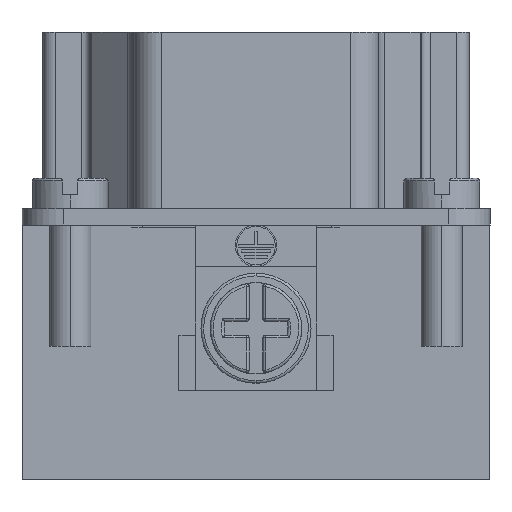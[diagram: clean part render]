
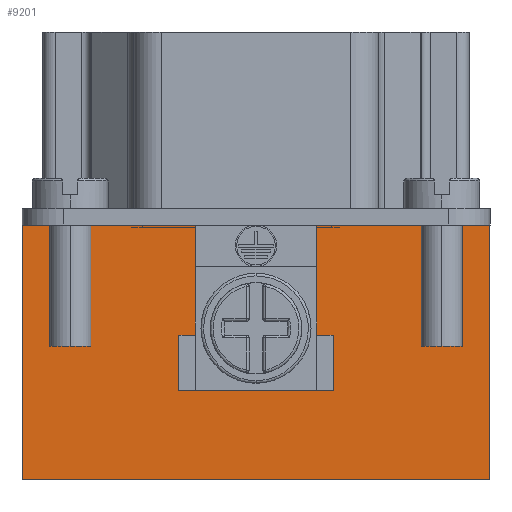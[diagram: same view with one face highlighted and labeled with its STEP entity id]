
A CAD part, left-side view. The second image highlights one B-rep face of the part: STEP entity #9201.
In plain terms, the highlighted planar face has unit normal (-1, 0, 0).
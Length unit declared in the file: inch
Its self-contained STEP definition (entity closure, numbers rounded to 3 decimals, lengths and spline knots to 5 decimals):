
#102 = DIRECTION ( 'NONE',  ( 0., 0., -1. ) ) ;
#108 = CARTESIAN_POINT ( 'NONE',  ( -0.62992, -0.66929, -1.27953 ) ) ;
#133 = CARTESIAN_POINT ( 'NONE',  ( -0.62992, 0.66929, -0.55118 ) ) ;
#384 = LINE ( 'NONE', #597, #5899 ) ;
#597 = CARTESIAN_POINT ( 'NONE',  ( -0.62992, 0.66929, -1.02362 ) ) ;
#659 = EDGE_CURVE ( 'NONE', #14705, #2546, #4795, .T. ) ;
#719 = EDGE_CURVE ( 'NONE', #16965, #10148, #15973, .T. ) ;
#817 = CARTESIAN_POINT ( 'NONE',  ( -0.62992, 0.17323, -0.55118 ) ) ;
#1125 = LINE ( 'NONE', #817, #17559 ) ;
#1188 = VECTOR ( 'NONE', #4735, 39.37008 ) ;
#1317 = LINE ( 'NONE', #15521, #4075 ) ;
#1377 = ORIENTED_EDGE ( 'NONE', *, *, #719, .T. ) ;
#1666 = DIRECTION ( 'NONE',  ( 0., -1., 0. ) ) ;
#2102 = ORIENTED_EDGE ( 'NONE', *, *, #14872, .F. ) ;
#2521 = VECTOR ( 'NONE', #6199, 39.37008 ) ;
#2546 = VERTEX_POINT ( 'NONE', #5015 ) ;
#3039 = ORIENTED_EDGE ( 'NONE', *, *, #659, .F. ) ;
#3114 = DIRECTION ( 'NONE',  ( 0., 0., 1. ) ) ;
#3426 = CARTESIAN_POINT ( 'NONE',  ( -0.62992, 0.66929, -0.55118 ) ) ;
#3567 = DIRECTION ( 'NONE',  ( 0., -1., 0. ) ) ;
#3728 = DIRECTION ( 'NONE',  ( 0., 1., 0. ) ) ;
#3788 = CARTESIAN_POINT ( 'NONE',  ( -0.62992, -0.17323, -0.55118 ) ) ;
#3982 = VECTOR ( 'NONE', #11163, 39.37008 ) ;
#3996 = ORIENTED_EDGE ( 'NONE', *, *, #18782, .F. ) ;
#4037 = LINE ( 'NONE', #11779, #17845 ) ;
#4064 = VERTEX_POINT ( 'NONE', #5569 ) ;
#4075 = VECTOR ( 'NONE', #15733, 39.37008 ) ;
#4100 = VERTEX_POINT ( 'NONE', #11097 ) ;
#4219 = EDGE_CURVE ( 'NONE', #10255, #7950, #13188, .T. ) ;
#4540 = VERTEX_POINT ( 'NONE', #6763 ) ;
#4735 = DIRECTION ( 'NONE',  ( 0., 0., -1. ) ) ;
#4795 = LINE ( 'NONE', #12632, #16020 ) ;
#4802 = AXIS2_PLACEMENT_3D ( 'NONE', #3426, #11481, #102 ) ;
#4829 = EDGE_CURVE ( 'NONE', #4100, #4540, #1317, .T. ) ;
#5015 = CARTESIAN_POINT ( 'NONE',  ( -0.62992, 0.66929, -0.55118 ) ) ;
#5569 = CARTESIAN_POINT ( 'NONE',  ( -0.62992, -0.22047, -1.02362 ) ) ;
#5899 = VECTOR ( 'NONE', #13244, 39.37008 ) ;
#6158 = CARTESIAN_POINT ( 'NONE',  ( -0.62992, -0.17323, -0.86614 ) ) ;
#6199 = DIRECTION ( 'NONE',  ( 0., 0., 1. ) ) ;
#6614 = LINE ( 'NONE', #12775, #1188 ) ;
#6636 = CARTESIAN_POINT ( 'NONE',  ( -0.62992, 0.17323, -0.86614 ) ) ;
#6763 = CARTESIAN_POINT ( 'NONE',  ( -0.62992, 0.22047, -1.02362 ) ) ;
#6862 = VECTOR ( 'NONE', #9340, 39.37008 ) ;
#7664 = LINE ( 'NONE', #7982, #2521 ) ;
#7950 = VERTEX_POINT ( 'NONE', #8831 ) ;
#7982 = CARTESIAN_POINT ( 'NONE',  ( -0.62992, -0.22047, -0.55118 ) ) ;
#8011 = CARTESIAN_POINT ( 'NONE',  ( -0.62992, -0.17323, -0.86614 ) ) ;
#8207 = VECTOR ( 'NONE', #17993, 39.37008 ) ;
#8208 = LINE ( 'NONE', #3788, #8207 ) ;
#8414 = ORIENTED_EDGE ( 'NONE', *, *, #14626, .F. ) ;
#8462 = CARTESIAN_POINT ( 'NONE',  ( -0.62992, 0.17323, -0.55118 ) ) ;
#8831 = CARTESIAN_POINT ( 'NONE',  ( -0.62992, -0.66929, -0.55118 ) ) ;
#9201 = ADVANCED_FACE ( 'NONE', ( #17842 ), #14313, .F. ) ;
#9278 = EDGE_CURVE ( 'NONE', #14705, #16665, #13149, .T. ) ;
#9340 = DIRECTION ( 'NONE',  ( 0., -1., 0. ) ) ;
#9959 = VERTEX_POINT ( 'NONE', #8462 ) ;
#10127 = CARTESIAN_POINT ( 'NONE',  ( -0.62992, -0.22047, -0.86614 ) ) ;
#10148 = VERTEX_POINT ( 'NONE', #10127 ) ;
#10255 = VERTEX_POINT ( 'NONE', #17315 ) ;
#10482 = CARTESIAN_POINT ( 'NONE',  ( -0.62992, 0.66929, -1.27953 ) ) ;
#11097 = CARTESIAN_POINT ( 'NONE',  ( -0.62992, 0.22047, -0.86614 ) ) ;
#11163 = DIRECTION ( 'NONE',  ( 0., -1., 0. ) ) ;
#11280 = CARTESIAN_POINT ( 'NONE',  ( -0.62992, 0.66929, -1.27953 ) ) ;
#11481 = DIRECTION ( 'NONE',  ( 1., 0., 0. ) ) ;
#11779 = CARTESIAN_POINT ( 'NONE',  ( -0.62992, 0.17323, -0.86614 ) ) ;
#11934 = ORIENTED_EDGE ( 'NONE', *, *, #4829, .F. ) ;
#12632 = CARTESIAN_POINT ( 'NONE',  ( -0.62992, 0.66929, -0.55118 ) ) ;
#12775 = CARTESIAN_POINT ( 'NONE',  ( -0.62992, -0.66929, -0.50394 ) ) ;
#13149 = LINE ( 'NONE', #11280, #17807 ) ;
#13188 = LINE ( 'NONE', #133, #17401 ) ;
#13244 = DIRECTION ( 'NONE',  ( 0., -1., 0. ) ) ;
#13394 = EDGE_LOOP ( 'NONE', ( #1377, #2102, #18915, #11934, #15035, #19093, #16274, #3039, #15706, #3996, #16072, #8414 ) ) ;
#14268 = EDGE_CURVE ( 'NONE', #17538, #4100, #4037, .T. ) ;
#14313 = PLANE ( 'NONE',  #4802 ) ;
#14626 = EDGE_CURVE ( 'NONE', #16965, #10255, #8208, .T. ) ;
#14705 = VERTEX_POINT ( 'NONE', #10482 ) ;
#14872 = EDGE_CURVE ( 'NONE', #4064, #10148, #7664, .T. ) ;
#15035 = ORIENTED_EDGE ( 'NONE', *, *, #14268, .F. ) ;
#15521 = CARTESIAN_POINT ( 'NONE',  ( -0.62992, 0.22047, -0.55118 ) ) ;
#15706 = ORIENTED_EDGE ( 'NONE', *, *, #9278, .T. ) ;
#15733 = DIRECTION ( 'NONE',  ( 0., 0., -1. ) ) ;
#15973 = LINE ( 'NONE', #6158, #3982 ) ;
#16020 = VECTOR ( 'NONE', #3114, 39.37008 ) ;
#16072 = ORIENTED_EDGE ( 'NONE', *, *, #4219, .F. ) ;
#16274 = ORIENTED_EDGE ( 'NONE', *, *, #18637, .F. ) ;
#16665 = VERTEX_POINT ( 'NONE', #108 ) ;
#16965 = VERTEX_POINT ( 'NONE', #8011 ) ;
#17270 = LINE ( 'NONE', #20074, #6862 ) ;
#17315 = CARTESIAN_POINT ( 'NONE',  ( -0.62992, -0.17323, -0.55118 ) ) ;
#17401 = VECTOR ( 'NONE', #3567, 39.37008 ) ;
#17538 = VERTEX_POINT ( 'NONE', #6636 ) ;
#17559 = VECTOR ( 'NONE', #19927, 39.37008 ) ;
#17807 = VECTOR ( 'NONE', #1666, 39.37008 ) ;
#17842 = FACE_OUTER_BOUND ( 'NONE', #13394, .T. ) ;
#17845 = VECTOR ( 'NONE', #3728, 39.37008 ) ;
#17993 = DIRECTION ( 'NONE',  ( 0., 0., 1. ) ) ;
#18637 = EDGE_CURVE ( 'NONE', #2546, #9959, #17270, .T. ) ;
#18782 = EDGE_CURVE ( 'NONE', #7950, #16665, #6614, .T. ) ;
#18915 = ORIENTED_EDGE ( 'NONE', *, *, #20304, .F. ) ;
#19093 = ORIENTED_EDGE ( 'NONE', *, *, #20038, .F. ) ;
#19927 = DIRECTION ( 'NONE',  ( 0., 0., -1. ) ) ;
#20038 = EDGE_CURVE ( 'NONE', #9959, #17538, #1125, .T. ) ;
#20074 = CARTESIAN_POINT ( 'NONE',  ( -0.62992, 0.66929, -0.55118 ) ) ;
#20304 = EDGE_CURVE ( 'NONE', #4540, #4064, #384, .T. ) ;
